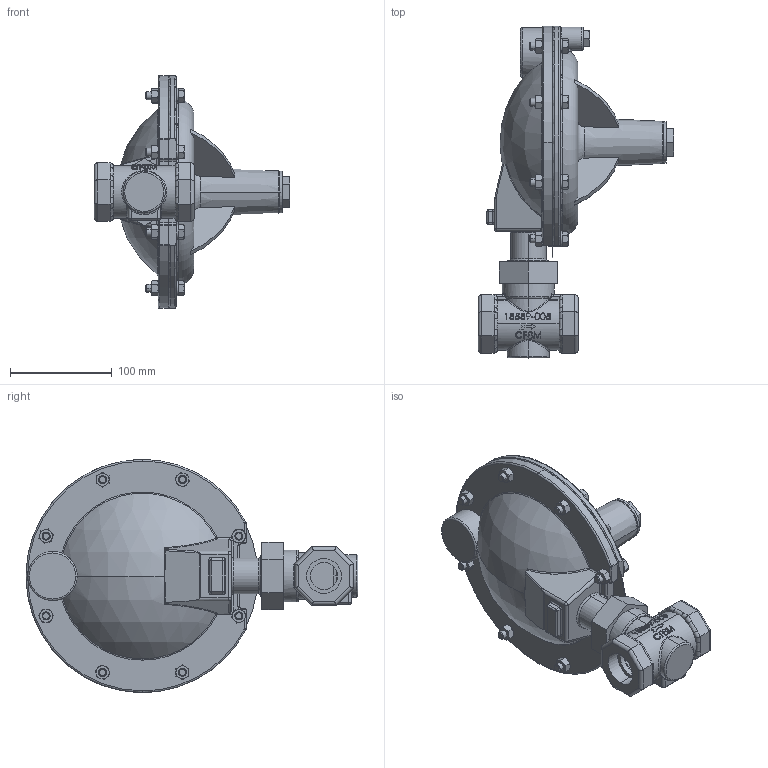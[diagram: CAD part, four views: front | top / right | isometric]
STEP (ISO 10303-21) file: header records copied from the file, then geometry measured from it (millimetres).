
FILE_DESCRIPTION (( 'STEP AP203' ), '1' );
FILE_NAME ('608IS-100-CS+S6-SW.STEP', '2017-09-07T15:08:01', ( '' ), ( '' ), 'SwSTEP 2.0', 'SolidWorks 2014', '' );
FILE_SCHEMA (( 'CONFIG_CONTROL_DESIGN' ));
Length unit declared in the file: inch
Products named in the file (1): 608IS-100-CS+S6-SW
Bounding box: 191.99 x 325.78 x 228.6 mm (x, y, z)
Volume: 2191186.6 mm3; surface area: 198197.6 mm2
Topology: 1 solids, 1 shells, 981 faces, 2404 edges, 1458 vertices
Faces by surface type: plane 344, cylinder 227, cone 174, bspline 140, torus 76, sphere 20
Entity records: 51239 total; most frequent: CARTESIAN_POINT 29814, ORIENTED_EDGE 4774, DIRECTION 3992, EDGE_CURVE 2387, AXIS2_PLACEMENT_3D 1607, VERTEX_POINT 1458, EDGE_LOOP 1047, FACE_OUTER_BOUND 981
